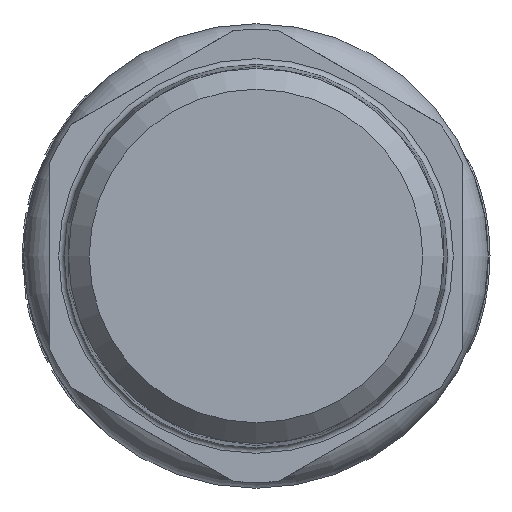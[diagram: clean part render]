
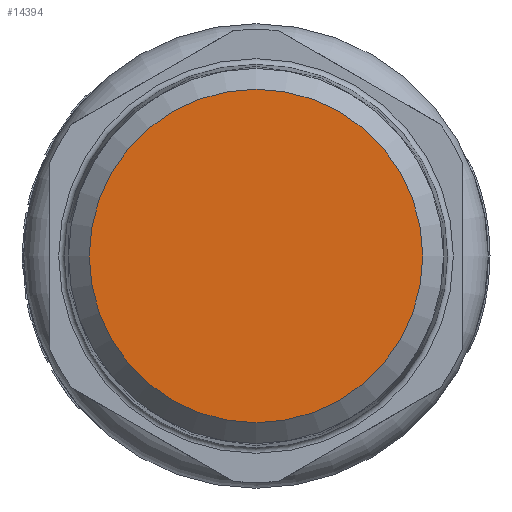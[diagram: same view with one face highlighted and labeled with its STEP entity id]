
A CAD part, left-side view. The second image highlights one B-rep face of the part: STEP entity #14394.
In plain terms, the highlighted planar face has unit normal (-1, 0, 0).
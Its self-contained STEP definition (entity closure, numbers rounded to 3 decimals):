
#2145=PLANE('',#15776);
#2833=CIRCLE('',#15777,14.537);
#2834=CIRCLE('',#15778,14.537);
#3623=FACE_OUTER_BOUND('',#4417,.T.);
#4417=EDGE_LOOP('',(#12683,#12684));
#6429=VERTEX_POINT('',#30351);
#6430=VERTEX_POINT('',#30352);
#8526=EDGE_CURVE('',#6429,#6430,#2833,.T.);
#8527=EDGE_CURVE('',#6430,#6429,#2834,.T.);
#12683=ORIENTED_EDGE('',*,*,#8526,.T.);
#12684=ORIENTED_EDGE('',*,*,#8527,.T.);
#14394=ADVANCED_FACE('',(#3623),#2145,.T.);
#15776=AXIS2_PLACEMENT_3D('',#30350,#19085,#19086);
#15777=AXIS2_PLACEMENT_3D('',#30353,#19087,#19088);
#15778=AXIS2_PLACEMENT_3D('',#30354,#19089,#19090);
#19085=DIRECTION('center_axis',(-1.,0.,0.));
#19086=DIRECTION('ref_axis',(0.,0.,
1.));
#19087=DIRECTION('center_axis',(-1.,0.,0.));
#19088=DIRECTION('ref_axis',(0.,0.,
-1.));
#19089=DIRECTION('center_axis',(-1.,0.,0.));
#19090=DIRECTION('ref_axis',(0.,0.,
-1.));
#30350=CARTESIAN_POINT('Origin',(-37.8,0.,-16.297));
#30351=CARTESIAN_POINT('',(-37.8,0.,-14.537));
#30352=CARTESIAN_POINT('',(-37.8,0.,14.537));
#30353=CARTESIAN_POINT('Origin',(-37.8,0.,0.));
#30354=CARTESIAN_POINT('Origin',(-37.8,0.,0.));
